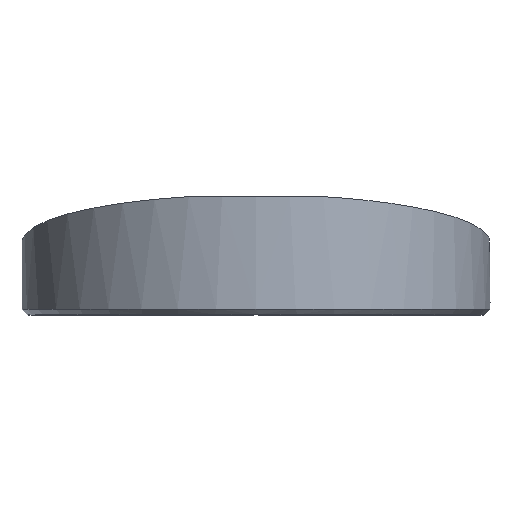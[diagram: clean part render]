
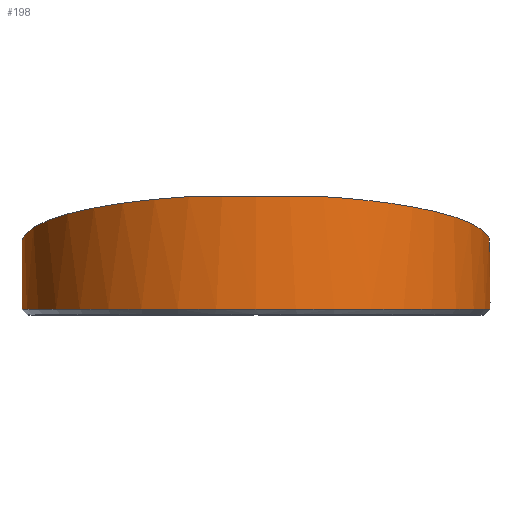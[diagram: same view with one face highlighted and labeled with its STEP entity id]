
A CAD part, top view. The second image highlights one B-rep face of the part: STEP entity #198.
In plain terms, the highlighted cylindrical face has radius 12.7 mm (diameter 25.4 mm), a full revolution.
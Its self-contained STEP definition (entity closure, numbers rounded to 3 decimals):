
#2 = ORIENTED_EDGE ( 'NONE', *, *, #342, .T. ) ;
#7 = CARTESIAN_POINT ( 'NONE',  ( 0., 0.3, 0. ) ) ;
#11 = ORIENTED_EDGE ( 'NONE', *, *, #455, .T. ) ;
#15 = CARTESIAN_POINT ( 'NONE',  ( -12.692, 0.65, -0.45 ) ) ;
#24 = CARTESIAN_POINT ( 'NONE',  ( 22.303, 5.275, 6.568 ) ) ;
#29 = CARTESIAN_POINT ( 'NONE',  ( 12.692, 0.65, 0.45 ) ) ;
#31 = VERTEX_POINT ( 'NONE', #633 ) ;
#35 = EDGE_CURVE ( 'NONE', #292, #758, #629, .T. ) ;
#39 = EDGE_CURVE ( 'NONE', #564, #203, #200, .T. ) ;
#43 = CARTESIAN_POINT ( 'NONE',  ( 0., 6.4, 0. ) ) ;
#53 = CARTESIAN_POINT ( 'NONE',  ( -12.692, 0.3, 0.45 ) ) ;
#55 = VECTOR ( 'NONE', #309, 1000. ) ;
#64 = EDGE_CURVE ( 'NONE', #645, #203, #706, .T. ) ;
#65 = DIRECTION ( 'NONE',  ( 0., 0., -1. ) ) ;
#68 = VERTEX_POINT ( 'NONE', #29 ) ;
#79 = CARTESIAN_POINT ( 'NONE',  ( -12.692, 0., 0.45 ) ) ;
#131 = AXIS2_PLACEMENT_3D ( 'NONE', #182, #730, #428 ) ;
#134 = CARTESIAN_POINT ( 'NONE',  ( -19.475, 1.4, -12.7 ) ) ;
#150 = CARTESIAN_POINT ( 'NONE',  ( -3.649, 6.4, 12.164 ) ) ;
#163 = ORIENTED_EDGE ( 'NONE', *, *, #35, .T. ) ;
#164 =( BOUNDED_CURVE ( )  B_SPLINE_CURVE ( 3, ( #150, #265, #134, #202, #336, #24, #330 ),
 .UNSPECIFIED., .F., .F. ) 
 B_SPLINE_CURVE_WITH_KNOTS ( ( 4, 3, 4 ),
 ( 3.433, 6.283, 9.133 ),
 .UNSPECIFIED. ) 
 CURVE ( )  GEOMETRIC_REPRESENTATION_ITEM ( )  RATIONAL_B_SPLINE_CURVE ( ( 1., 0.43, 0.43, 1., 0.43, 0.43, 1. ) ) 
 REPRESENTATION_ITEM ( '' )  );
#174 = ORIENTED_EDGE ( 'NONE', *, *, #64, .F. ) ;
#178 = DIRECTION ( 'NONE',  ( 0., -1., 0. ) ) ;
#181 = ORIENTED_EDGE ( 'NONE', *, *, #716, .T. ) ;
#182 = CARTESIAN_POINT ( 'NONE',  ( 0., 6.4, 0. ) ) ;
#189 = CARTESIAN_POINT ( 'NONE',  ( 0., 0.65, 0. ) ) ;
#198 = ADVANCED_FACE ( 'NONE', ( #705, #283 ), #239, .T. ) ;
#200 = LINE ( 'NONE', #560, #230 ) ;
#202 = CARTESIAN_POINT ( 'NONE',  ( 0., 1.4, -12.7 ) ) ;
#203 = VERTEX_POINT ( 'NONE', #226 ) ;
#208 = EDGE_LOOP ( 'NONE', ( #11, #181 ) ) ;
#215 = ORIENTED_EDGE ( 'NONE', *, *, #375, .T. ) ;
#226 = CARTESIAN_POINT ( 'NONE',  ( 12.692, 0.3, -0.45 ) ) ;
#230 = VECTOR ( 'NONE', #506, 1000. ) ;
#239 = CYLINDRICAL_SURFACE ( 'NONE', #458, 12.7 ) ;
#249 = CIRCLE ( 'NONE', #131, 12.7 ) ;
#265 = CARTESIAN_POINT ( 'NONE',  ( -22.303, 5.275, 6.568 ) ) ;
#283 = FACE_OUTER_BOUND ( 'NONE', #208, .T. ) ;
#292 = VERTEX_POINT ( 'NONE', #369 ) ;
#296 = DIRECTION ( 'NONE',  ( 0., -1., 0. ) ) ;
#309 = DIRECTION ( 'NONE',  ( 0., 1., 0. ) ) ;
#318 = EDGE_CURVE ( 'NONE', #568, #292, #694, .T. ) ;
#325 = AXIS2_PLACEMENT_3D ( 'NONE', #189, #663, #552 ) ;
#330 = CARTESIAN_POINT ( 'NONE',  ( 3.649, 6.4, 12.164 ) ) ;
#336 = CARTESIAN_POINT ( 'NONE',  ( 19.475, 1.4, -12.7 ) ) ;
#342 = EDGE_CURVE ( 'NONE', #645, #568, #429, .T. ) ;
#345 = CARTESIAN_POINT ( 'NONE',  ( -12.692, 0.65, -0.45 ) ) ;
#369 = CARTESIAN_POINT ( 'NONE',  ( -12.692, 0.65, 0.45 ) ) ;
#375 = EDGE_CURVE ( 'NONE', #68, #564, #497, .T. ) ;
#391 = ORIENTED_EDGE ( 'NONE', *, *, #679, .F. ) ;
#393 = DIRECTION ( 'NONE',  ( 0., 1., 0. ) ) ;
#410 = CARTESIAN_POINT ( 'NONE',  ( -12.692, 0.3, -0.45 ) ) ;
#428 = DIRECTION ( 'NONE',  ( 0., 0., -1. ) ) ;
#429 = LINE ( 'NONE', #15, #55 ) ;
#434 = CARTESIAN_POINT ( 'NONE',  ( 0., 0.65, 0. ) ) ;
#455 = EDGE_CURVE ( 'NONE', #588, #31, #164, .T. ) ;
#458 = AXIS2_PLACEMENT_3D ( 'NONE', #43, #296, #765 ) ;
#459 = DIRECTION ( 'NONE',  ( 0., -1., 0. ) ) ;
#480 = ORIENTED_EDGE ( 'NONE', *, *, #517, .T. ) ;
#497 = CIRCLE ( 'NONE', #325, 12.7 ) ;
#500 = ORIENTED_EDGE ( 'NONE', *, *, #39, .T. ) ;
#506 = DIRECTION ( 'NONE',  ( 0., -1., 0. ) ) ;
#517 = EDGE_CURVE ( 'NONE', #553, #68, #749, .T. ) ;
#519 = DIRECTION ( 'NONE',  ( 0., -1., 0. ) ) ;
#533 = CARTESIAN_POINT ( 'NONE',  ( -3.649, 6.4, 12.164 ) ) ;
#552 = DIRECTION ( 'NONE',  ( 0., 0., -1. ) ) ;
#553 = VERTEX_POINT ( 'NONE', #700 ) ;
#560 = CARTESIAN_POINT ( 'NONE',  ( 12.692, 6.4, -0.45 ) ) ;
#564 = VERTEX_POINT ( 'NONE', #712 ) ;
#568 = VERTEX_POINT ( 'NONE', #345 ) ;
#576 = CARTESIAN_POINT ( 'NONE',  ( 0., 0.3, 0. ) ) ;
#586 = VECTOR ( 'NONE', #393, 1000. ) ;
#588 = VERTEX_POINT ( 'NONE', #533 ) ;
#610 = CIRCLE ( 'NONE', #686, 12.7 ) ;
#629 = LINE ( 'NONE', #79, #775 ) ;
#633 = CARTESIAN_POINT ( 'NONE',  ( 3.649, 6.4, 12.164 ) ) ;
#645 = VERTEX_POINT ( 'NONE', #410 ) ;
#663 = DIRECTION ( 'NONE',  ( 0., 1., 0. ) ) ;
#665 = AXIS2_PLACEMENT_3D ( 'NONE', #576, #519, #689 ) ;
#669 = DIRECTION ( 'NONE',  ( 0., 0., 1. ) ) ;
#671 = EDGE_LOOP ( 'NONE', ( #163, #391, #480, #215, #500, #174, #2, #764 ) ) ;
#679 = EDGE_CURVE ( 'NONE', #553, #758, #610, .T. ) ;
#686 = AXIS2_PLACEMENT_3D ( 'NONE', #7, #178, #669 ) ;
#688 = CARTESIAN_POINT ( 'NONE',  ( 12.692, 6.4, 0.45 ) ) ;
#689 = DIRECTION ( 'NONE',  ( 0., 0., 1. ) ) ;
#694 = CIRCLE ( 'NONE', #766, 12.7 ) ;
#700 = CARTESIAN_POINT ( 'NONE',  ( 12.692, 0.3, 0.45 ) ) ;
#705 = FACE_OUTER_BOUND ( 'NONE', #671, .T. ) ;
#706 = CIRCLE ( 'NONE', #665, 12.7 ) ;
#712 = CARTESIAN_POINT ( 'NONE',  ( 12.692, 0.65, -0.45 ) ) ;
#716 = EDGE_CURVE ( 'NONE', #31, #588, #249, .T. ) ;
#727 = DIRECTION ( 'NONE',  ( 0., 1., 0. ) ) ;
#730 = DIRECTION ( 'NONE',  ( 0., -1., 0. ) ) ;
#749 = LINE ( 'NONE', #688, #586 ) ;
#758 = VERTEX_POINT ( 'NONE', #53 ) ;
#764 = ORIENTED_EDGE ( 'NONE', *, *, #318, .T. ) ;
#765 = DIRECTION ( 'NONE',  ( 0., 0., -1. ) ) ;
#766 = AXIS2_PLACEMENT_3D ( 'NONE', #434, #727, #65 ) ;
#775 = VECTOR ( 'NONE', #459, 1000. ) ;
